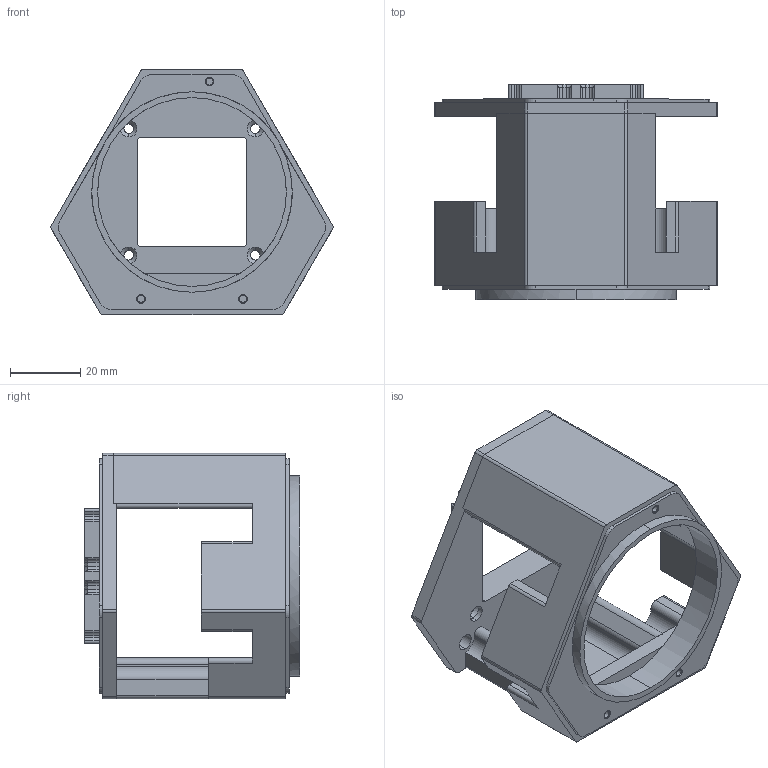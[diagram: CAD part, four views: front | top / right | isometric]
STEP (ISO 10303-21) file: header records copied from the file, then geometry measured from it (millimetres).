
FILE_DESCRIPTION(/* description */ ('VariCAD 2015-3.01 AP-214'),/* implementation_level */ '2;1');
FILE_NAME(/* name */ '0393-07-01.stp',/* time_stamp */ '2015-12-16T20:59:37-07:00',/* author */ (''),/* organization */ (''),/* preprocessor_version */ 'ST-DEVELOPER v14',/* originating_system */ 'VariCAD 2015-3.01; kernel version (20130303)',/* authorisation */ '');
FILE_SCHEMA (('AUTOMOTIVE_DESIGN'));
Length unit declared in the file: millimetre
Products named in the file (2): 0393-07-01; 0353-26-02
Assembly tree (1 placements, depth 2):
  0393-07-01
    0353-26-02
Bounding box: 80.29 x 61.35 x 69.8 mm (x, y, z)
Volume: 55129.4 mm3; surface area: 31369.9 mm2
Topology: 1 solids, 1 shells, 492 faces, 1288 edges, 815 vertices
Faces by surface type: cylinder 215, plane 201, cone 76
Entity records: 15724 total; most frequent: DIRECTION 2767, CARTESIAN_POINT 2764, ORIENTED_EDGE 2576, EDGE_CURVE 1288, AXIS2_PLACEMENT_3D 998, VERTEX_POINT 815, LINE 771, VECTOR 771
